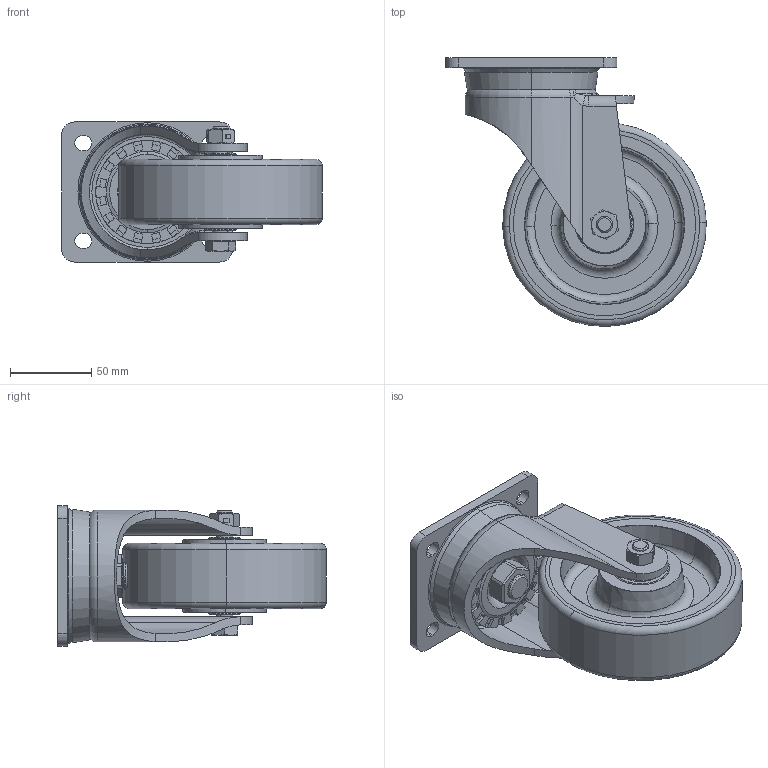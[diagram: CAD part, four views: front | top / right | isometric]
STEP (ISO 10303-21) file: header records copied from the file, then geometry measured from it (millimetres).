
FILE_DESCRIPTION (( 'STEP AP214' ), '1' );
FILE_NAME ('0051327.step', '2021-08-10T08:39:46', ( 'Windows-Benutzer' ), ( '' ), 'SwSTEP 2.0', 'SolidWorks 2020', '' );
FILE_SCHEMA (( 'AUTOMOTIVE_DESIGN' ));
Length unit declared in the file: millimetre
Products named in the file (1): 0051327
Bounding box: 159.98 x 164.98 x 86 mm (x, y, z)
Volume: 530571.3 mm3; surface area: 179257.6 mm2
Topology: 18 solids, 18 shells, 739 faces, 1853 edges, 1154 vertices
Faces by surface type: cylinder 301, plane 225, cone 102, torus 93, bspline 12, sphere 6
Entity records: 37858 total; most frequent: CARTESIAN_POINT 12117, ORIENTED_EDGE 3706, DIRECTION 3565, EDGE_CURVE 1853, AXIS2_PLACEMENT_3D 1409, VERTEX_POINT 1154, EDGE_LOOP 807, UNCERTAINTY_MEASURE_WITH_UNIT 759
